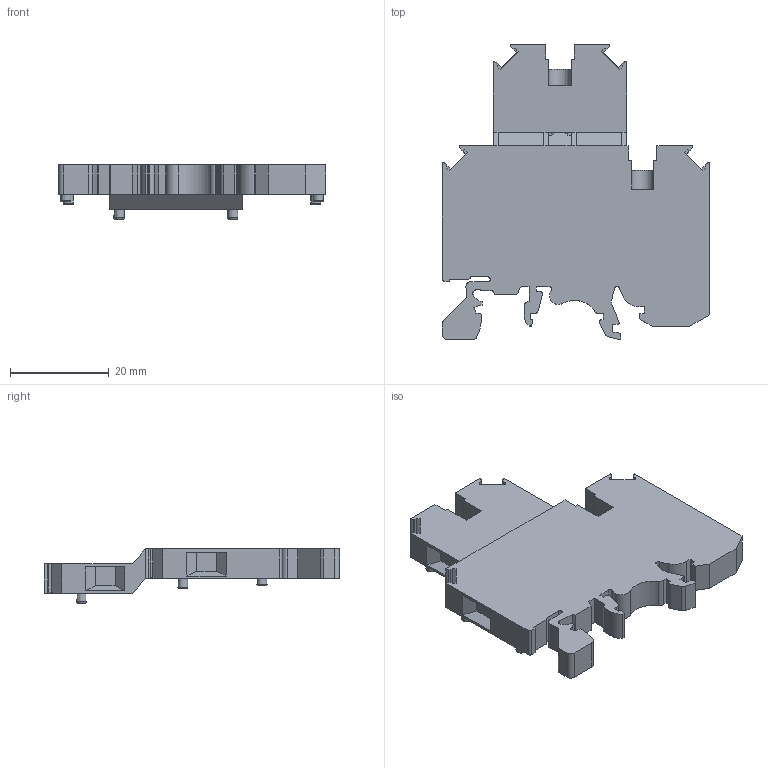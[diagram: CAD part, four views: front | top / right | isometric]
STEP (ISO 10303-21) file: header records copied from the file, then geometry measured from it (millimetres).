
FILE_DESCRIPTION(/* description */ ('Unknown'),/* implementation_level */ '2;1');
FILE_NAME(/* name */ 'KUDD4CC2_3D_SOLID',/* time_stamp */ '2025-04-01T14:39:16+05:00',/* author */ ('Unknown'),/* organization */ ('Unknown'),/* preprocessor_version */ 'ST-DEVELOPER v16.7',/* originating_system */ 'Solid Edge',/* authorisation */ 'Unknown');
FILE_SCHEMA (('AUTOMOTIVE_DESIGN {1 0 10303 214 3 1 1}'));
Length unit declared in the file: millimetre
Products named in the file (1): KUDD4CC2_3D_SOLID
Bounding box: 54 x 59.7 x 11 mm (x, y, z)
Volume: 12622.1 mm3; surface area: 7309.7 mm2
Topology: 1 solids, 1 shells, 328 faces, 906 edges, 597 vertices
Faces by surface type: plane 214, cylinder 91, torus 14, cone 9
Full cylindrical faces by diameter (mm): 4.05 x4
Entity records: 12666 total; most frequent: CARTESIAN_POINT 2199, ORIENTED_EDGE 1750, DIRECTION 1600, EDGE_CURVE 875, VERTEX_POINT 587, LINE 536, VECTOR 536, AXIS2_PLACEMENT_3D 532
